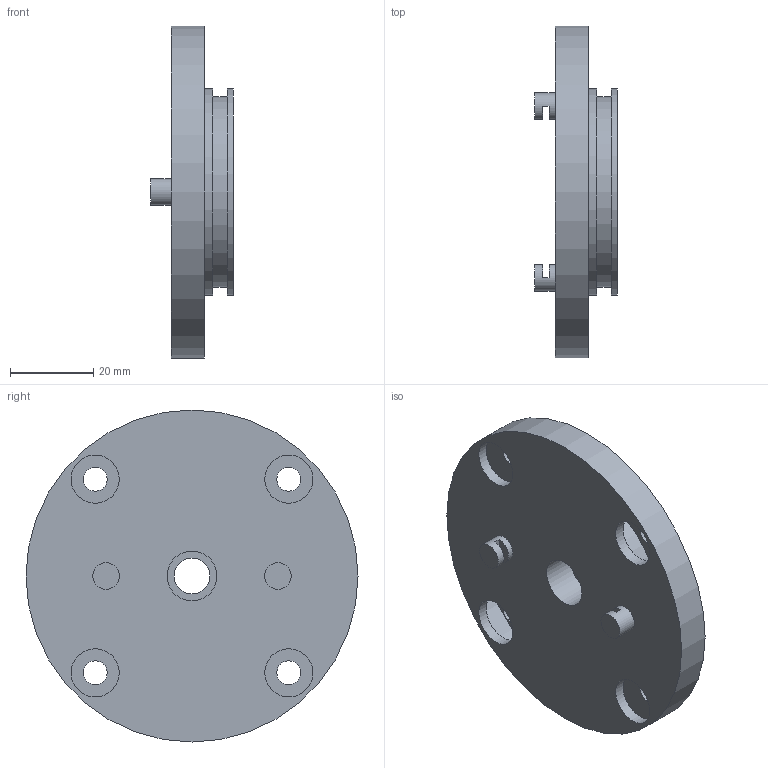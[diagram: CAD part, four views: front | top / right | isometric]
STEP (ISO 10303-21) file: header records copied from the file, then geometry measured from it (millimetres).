
FILE_DESCRIPTION(/* description */ (''),/* implementation_level */ '2;1');
FILE_NAME(/* name */ 'Couvercle vanne 4 voies v5.step',/* time_stamp */ '2023-10-18T12:51:19+02:00',/* author */ (''),/* organization */ (''),/* preprocessor_version */ 'ST-DEVELOPER v20',/* originating_system */ 'Autodesk Translation Framework v12.9.0.99',/* authorisation */ '');
FILE_SCHEMA (('AUTOMOTIVE_DESIGN { 1 0 10303 214 3 1 1 }'));
Length unit declared in the file: millimetre
Products named in the file (1): Couvercle vanne 4 voies
Bounding box: 20 x 80 x 80 mm (x, y, z)
Volume: 44754.1 mm3; surface area: 16099.4 mm2
Topology: 1 solids, 1 shells, 42 faces, 78 edges, 48 vertices
Faces by surface type: cylinder 20, plane 18, cone 4
Full cylindrical faces by diameter (mm): 5.8 x4, 6.4 x2, 8.66 x2, 10.66 x1, 11.6 x4, 12 x1, 20 x1, 36 x1, 46 x1, 49.8 x2, 80 x1
Entity records: 1103 total; most frequent: DIRECTION 208, CARTESIAN_POINT 169, ORIENTED_EDGE 156, AXIS2_PLACEMENT_3D 87, EDGE_CURVE 78, EDGE_LOOP 62, VERTEX_POINT 48, CIRCLE 44
